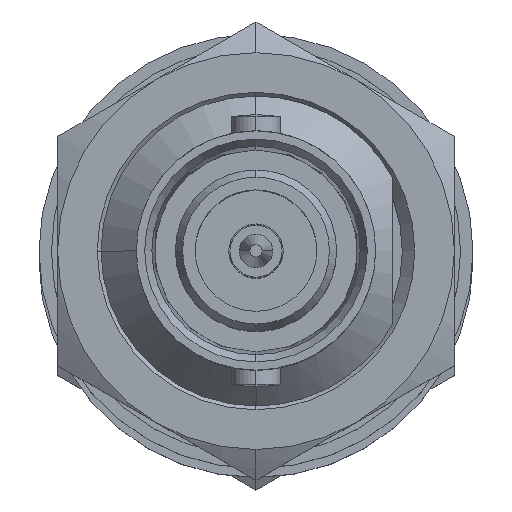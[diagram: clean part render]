
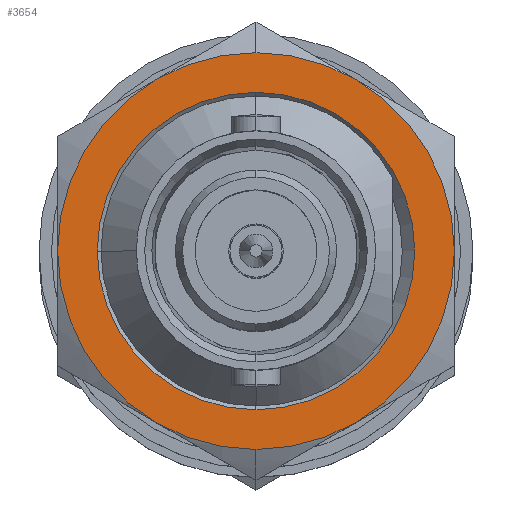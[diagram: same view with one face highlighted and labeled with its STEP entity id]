
A CAD part, top view. The second image highlights one B-rep face of the part: STEP entity #3654.
In plain terms, the highlighted face is planar.
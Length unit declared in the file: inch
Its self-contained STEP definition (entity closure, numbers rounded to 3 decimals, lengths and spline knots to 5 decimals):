
#87 = VERTEX_POINT ( 'NONE', #7829 ) ;
#120 = CARTESIAN_POINT ( 'NONE',  ( 0., -0.25197, 0. ) ) ;
#130 = EDGE_CURVE ( 'NONE', #5080, #192, #529, .T. ) ;
#162 = DIRECTION ( 'NONE',  ( 1., 0., 0. ) ) ;
#192 = VERTEX_POINT ( 'NONE', #8348 ) ;
#529 = CIRCLE ( 'NONE', #5922, 0.31496 ) ;
#542 = VERTEX_POINT ( 'NONE', #7736 ) ;
#832 = EDGE_CURVE ( 'NONE', #3643, #2364, #4818, .T. ) ;
#848 = AXIS2_PLACEMENT_3D ( 'NONE', #3294, #1381, #1963 ) ;
#860 = AXIS2_PLACEMENT_3D ( 'NONE', #3438, #1353, #8215 ) ;
#890 = ORIENTED_EDGE ( 'NONE', *, *, #1583, .F. ) ;
#943 = EDGE_CURVE ( 'NONE', #7116, #5080, #4964, .T. ) ;
#1079 = AXIS2_PLACEMENT_3D ( 'NONE', #5648, #3558, #8370 ) ;
#1125 = CARTESIAN_POINT ( 'NONE',  ( 0., 0., 0. ) ) ;
#1176 = ORIENTED_EDGE ( 'NONE', *, *, #7692, .T. ) ;
#1217 = DIRECTION ( 'NONE',  ( 0., 0., -1. ) ) ;
#1307 = VERTEX_POINT ( 'NONE', #1475 ) ;
#1353 = DIRECTION ( 'NONE',  ( 1., 0., 0. ) ) ;
#1381 = DIRECTION ( 'NONE',  ( 1., 0., 0. ) ) ;
#1469 = EDGE_CURVE ( 'NONE', #7116, #87, #3748, .T. ) ;
#1475 = CARTESIAN_POINT ( 'NONE',  ( 0., 0., -0.31496 ) ) ;
#1506 = AXIS2_PLACEMENT_3D ( 'NONE', #7942, #2485, #2444 ) ;
#1583 = EDGE_CURVE ( 'NONE', #4153, #1307, #3021, .T. ) ;
#1778 = ORIENTED_EDGE ( 'NONE', *, *, #4967, .F. ) ;
#1942 = DIRECTION ( 'NONE',  ( 0., -0.866, -0.5 ) ) ;
#1963 = DIRECTION ( 'NONE',  ( 0., 0., 1. ) ) ;
#2292 = CARTESIAN_POINT ( 'NONE',  ( 0., 0.31496, 0. ) ) ;
#2327 = AXIS2_PLACEMENT_3D ( 'NONE', #8041, #8661, #2661 ) ;
#2364 = VERTEX_POINT ( 'NONE', #6794 ) ;
#2444 = DIRECTION ( 'NONE',  ( 0., -1., 0. ) ) ;
#2453 = CARTESIAN_POINT ( 'NONE',  ( 0., 0., 0. ) ) ;
#2457 = EDGE_CURVE ( 'NONE', #2364, #4265, #8238, .T. ) ;
#2485 = DIRECTION ( 'NONE',  ( 1., 0., 0. ) ) ;
#2580 = PLANE ( 'NONE',  #2327 ) ;
#2599 = DIRECTION ( 'NONE',  ( -1., 0., 0. ) ) ;
#2623 = EDGE_CURVE ( 'NONE', #1307, #192, #7113, .T. ) ;
#2638 = DIRECTION ( 'NONE',  ( -1., 0., 0. ) ) ;
#2661 = DIRECTION ( 'NONE',  ( 0., 1., 0. ) ) ;
#2757 = ORIENTED_EDGE ( 'NONE', *, *, #832, .T. ) ;
#2983 = CARTESIAN_POINT ( 'NONE',  ( 0., -0.27276, 0.15748 ) ) ;
#3021 = CIRCLE ( 'NONE', #7171, 0.31496 ) ;
#3085 = EDGE_CURVE ( 'NONE', #4265, #3643, #5360, .T. ) ;
#3263 = DIRECTION ( 'NONE',  ( 0., 0.866, 0.5 ) ) ;
#3270 = CARTESIAN_POINT ( 'NONE',  ( 0., 0., 0. ) ) ;
#3290 = FACE_OUTER_BOUND ( 'NONE', #4982, .T. ) ;
#3294 = CARTESIAN_POINT ( 'NONE',  ( 0., 0., 0. ) ) ;
#3343 = CARTESIAN_POINT ( 'NONE',  ( 0., 0.27276, 0.15748 ) ) ;
#3373 = FACE_BOUND ( 'NONE', #4194, .T. ) ;
#3438 = CARTESIAN_POINT ( 'NONE',  ( 0., 0., 0. ) ) ;
#3461 = CARTESIAN_POINT ( 'NONE',  ( 0., 0., 0. ) ) ;
#3558 = DIRECTION ( 'NONE',  ( -1., 0., 0. ) ) ;
#3643 = VERTEX_POINT ( 'NONE', #8149 ) ;
#3654 = ADVANCED_FACE ( 'NONE', ( #3373, #3290 ), #2580, .F. ) ;
#3712 = CARTESIAN_POINT ( 'NONE',  ( 0., 0., 0. ) ) ;
#3748 = CIRCLE ( 'NONE', #6878, 0.31496 ) ;
#3847 = DIRECTION ( 'NONE',  ( 1., 0., 0. ) ) ;
#4058 = ORIENTED_EDGE ( 'NONE', *, *, #2457, .T. ) ;
#4110 = ORIENTED_EDGE ( 'NONE', *, *, #3085, .T. ) ;
#4153 = VERTEX_POINT ( 'NONE', #8781 ) ;
#4194 = EDGE_LOOP ( 'NONE', ( #4110, #2757, #4058 ) ) ;
#4265 = VERTEX_POINT ( 'NONE', #120 ) ;
#4274 = DIRECTION ( 'NONE',  ( 0., -0.866, -0.5 ) ) ;
#4312 = ORIENTED_EDGE ( 'NONE', *, *, #943, .T. ) ;
#4392 = AXIS2_PLACEMENT_3D ( 'NONE', #7510, #162, #7008 ) ;
#4541 = AXIS2_PLACEMENT_3D ( 'NONE', #3270, #2599, #1942 ) ;
#4633 = EDGE_CURVE ( 'NONE', #4153, #542, #8686, .T. ) ;
#4818 = CIRCLE ( 'NONE', #860, 0.25197 ) ;
#4964 = CIRCLE ( 'NONE', #5108, 0.31496 ) ;
#4967 = EDGE_CURVE ( 'NONE', #87, #5482, #6542, .T. ) ;
#4982 = EDGE_LOOP ( 'NONE', ( #6407, #890, #6364, #1176, #1778, #7179, #4312, #6518 ) ) ;
#4997 = DIRECTION ( 'NONE',  ( 0., 0.866, 0.5 ) ) ;
#5080 = VERTEX_POINT ( 'NONE', #2292 ) ;
#5108 = AXIS2_PLACEMENT_3D ( 'NONE', #3712, #6343, #4997 ) ;
#5360 = CIRCLE ( 'NONE', #1506, 0.25197 ) ;
#5482 = VERTEX_POINT ( 'NONE', #2983 ) ;
#5648 = CARTESIAN_POINT ( 'NONE',  ( 0., 0., 0. ) ) ;
#5917 = CIRCLE ( 'NONE', #1079, 0.31496 ) ;
#5922 = AXIS2_PLACEMENT_3D ( 'NONE', #5949, #2638, #3263 ) ;
#5949 = CARTESIAN_POINT ( 'NONE',  ( 0., 0., 0. ) ) ;
#6343 = DIRECTION ( 'NONE',  ( -1., 0., 0. ) ) ;
#6364 = ORIENTED_EDGE ( 'NONE', *, *, #4633, .T. ) ;
#6407 = ORIENTED_EDGE ( 'NONE', *, *, #2623, .F. ) ;
#6518 = ORIENTED_EDGE ( 'NONE', *, *, #130, .T. ) ;
#6542 = CIRCLE ( 'NONE', #848, 0.31496 ) ;
#6566 = DIRECTION ( 'NONE',  ( 0., 0.866, 0.5 ) ) ;
#6794 = CARTESIAN_POINT ( 'NONE',  ( 0., 0.25197, 0. ) ) ;
#6878 = AXIS2_PLACEMENT_3D ( 'NONE', #1125, #3847, #6566 ) ;
#7008 = DIRECTION ( 'NONE',  ( 0., 1., 0. ) ) ;
#7113 = CIRCLE ( 'NONE', #8543, 0.31496 ) ;
#7116 = VERTEX_POINT ( 'NONE', #3343 ) ;
#7171 = AXIS2_PLACEMENT_3D ( 'NONE', #3461, #8372, #4274 ) ;
#7179 = ORIENTED_EDGE ( 'NONE', *, *, #1469, .F. ) ;
#7510 = CARTESIAN_POINT ( 'NONE',  ( 0., 0., 0. ) ) ;
#7692 = EDGE_CURVE ( 'NONE', #542, #5482, #5917, .T. ) ;
#7736 = CARTESIAN_POINT ( 'NONE',  ( 0., -0.31496, 0. ) ) ;
#7829 = CARTESIAN_POINT ( 'NONE',  ( 0., 0., 0.31496 ) ) ;
#7942 = CARTESIAN_POINT ( 'NONE',  ( 0., 0., 0. ) ) ;
#8041 = CARTESIAN_POINT ( 'NONE',  ( 0., 0., 0. ) ) ;
#8046 = DIRECTION ( 'NONE',  ( 1., 0., 0. ) ) ;
#8149 = CARTESIAN_POINT ( 'NONE',  ( 0., 0., -0.25197 ) ) ;
#8215 = DIRECTION ( 'NONE',  ( 0., -1., 0. ) ) ;
#8238 = CIRCLE ( 'NONE', #4392, 0.25197 ) ;
#8348 = CARTESIAN_POINT ( 'NONE',  ( 0., 0.27276, -0.15748 ) ) ;
#8370 = DIRECTION ( 'NONE',  ( 0., -0.866, -0.5 ) ) ;
#8372 = DIRECTION ( 'NONE',  ( 1., 0., 0. ) ) ;
#8543 = AXIS2_PLACEMENT_3D ( 'NONE', #2453, #8046, #1217 ) ;
#8661 = DIRECTION ( 'NONE',  ( 1., 0., 0. ) ) ;
#8686 = CIRCLE ( 'NONE', #4541, 0.31496 ) ;
#8781 = CARTESIAN_POINT ( 'NONE',  ( 0., -0.27276, -0.15748 ) ) ;
